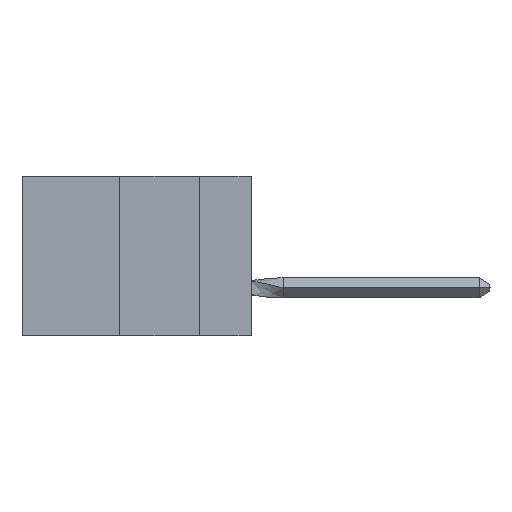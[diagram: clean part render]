
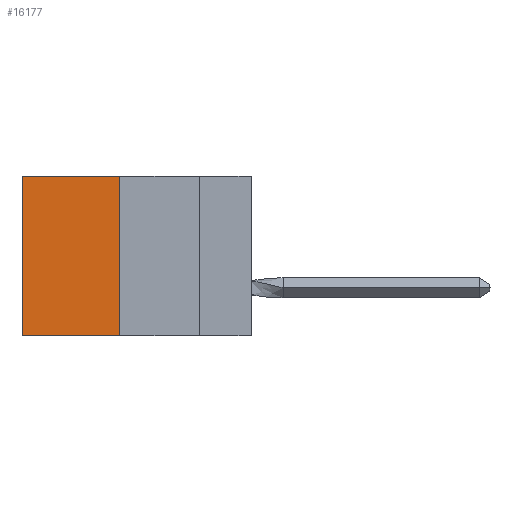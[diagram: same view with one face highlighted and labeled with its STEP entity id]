
A CAD part, left-side view. The second image highlights one B-rep face of the part: STEP entity #16177.
In plain terms, the highlighted planar face has unit normal (-1, 0, 0).
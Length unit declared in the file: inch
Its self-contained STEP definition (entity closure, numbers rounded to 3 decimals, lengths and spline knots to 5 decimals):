
#460 = VERTEX_POINT ( 'NONE', #17798 ) ;
#665 = DIRECTION ( 'NONE',  ( 1., 0., 0. ) ) ;
#1247 = ORIENTED_EDGE ( 'NONE', *, *, #18641, .T. ) ;
#1278 = EDGE_CURVE ( 'NONE', #14174, #17888, #11537, .T. ) ;
#2007 = AXIS2_PLACEMENT_3D ( 'NONE', #16191, #665, #3675 ) ;
#2336 = CARTESIAN_POINT ( 'NONE',  ( 0.305, 0.72, -0.5 ) ) ;
#2905 = FACE_OUTER_BOUND ( 'NONE', #14843, .T. ) ;
#3280 = DIRECTION ( 'NONE',  ( 0., 0., -1. ) ) ;
#3469 = LINE ( 'NONE', #19613, #6667 ) ;
#3675 = DIRECTION ( 'NONE',  ( 0., 0., -1. ) ) ;
#3710 = LINE ( 'NONE', #10279, #15470 ) ;
#3826 = CARTESIAN_POINT ( 'NONE',  ( 0.305, 0.413, -0.5 ) ) ;
#3914 = EDGE_CURVE ( 'NONE', #17888, #17952, #3469, .T. ) ;
#4312 = CARTESIAN_POINT ( 'NONE',  ( 0.305, 0.413, -0.5 ) ) ;
#4686 = VECTOR ( 'NONE', #7585, 39.37008 ) ;
#6028 = CARTESIAN_POINT ( 'NONE',  ( 0.305, 0.72, -0.5 ) ) ;
#6667 = VECTOR ( 'NONE', #16647, 39.37008 ) ;
#7257 = DIRECTION ( 'NONE',  ( 0., 1., 0. ) ) ;
#7585 = DIRECTION ( 'NONE',  ( 0., 0., -1. ) ) ;
#7822 = CARTESIAN_POINT ( 'NONE',  ( 0.305, 0.413, 0. ) ) ;
#10279 = CARTESIAN_POINT ( 'NONE',  ( 0.305, 0.413, 0. ) ) ;
#10765 = EDGE_CURVE ( 'NONE', #460, #17952, #17861, .T. ) ;
#11537 = LINE ( 'NONE', #4312, #20089 ) ;
#13567 = ORIENTED_EDGE ( 'NONE', *, *, #1278, .F. ) ;
#14174 = VERTEX_POINT ( 'NONE', #7822 ) ;
#14715 = PLANE ( 'NONE',  #2007 ) ;
#14843 = EDGE_LOOP ( 'NONE', ( #17418, #19297, #13567, #1247 ) ) ;
#15470 = VECTOR ( 'NONE', #7257, 39.37008 ) ;
#16177 = ADVANCED_FACE ( 'NONE', ( #2905 ), #14715, .F. ) ;
#16191 = CARTESIAN_POINT ( 'NONE',  ( 0.305, 0.413, -0.5 ) ) ;
#16647 = DIRECTION ( 'NONE',  ( 0., 1., 0. ) ) ;
#17418 = ORIENTED_EDGE ( 'NONE', *, *, #10765, .T. ) ;
#17798 = CARTESIAN_POINT ( 'NONE',  ( 0.305, 0.72, 0. ) ) ;
#17861 = LINE ( 'NONE', #6028, #4686 ) ;
#17888 = VERTEX_POINT ( 'NONE', #3826 ) ;
#17952 = VERTEX_POINT ( 'NONE', #2336 ) ;
#18641 = EDGE_CURVE ( 'NONE', #14174, #460, #3710, .T. ) ;
#19297 = ORIENTED_EDGE ( 'NONE', *, *, #3914, .F. ) ;
#19613 = CARTESIAN_POINT ( 'NONE',  ( 0.305, 0.413, -0.5 ) ) ;
#20089 = VECTOR ( 'NONE', #3280, 39.37008 ) ;
